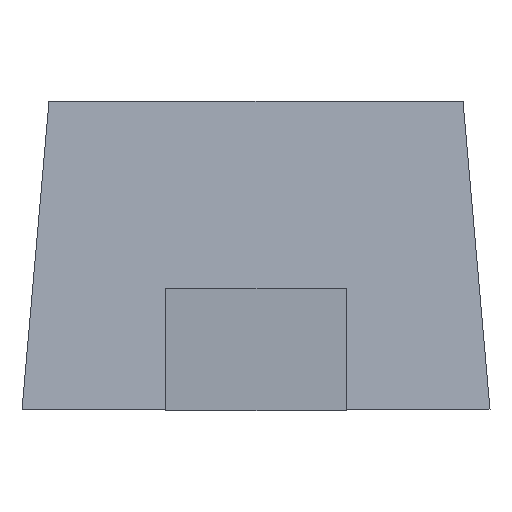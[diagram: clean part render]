
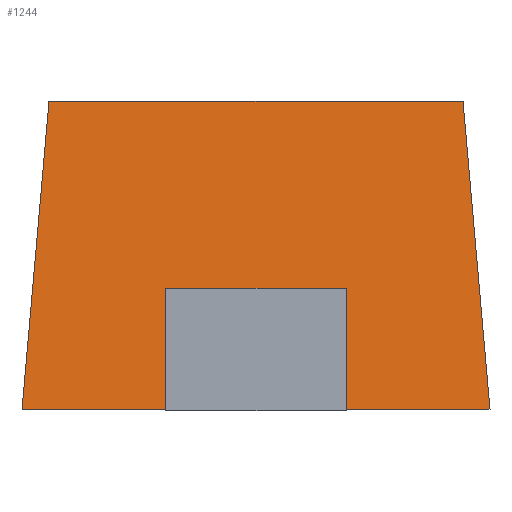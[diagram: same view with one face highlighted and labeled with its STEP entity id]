
A CAD part, left-side view. The second image highlights one B-rep face of the part: STEP entity #1244.
In plain terms, the highlighted planar face has unit normal (-0.996, 0, 0.087).
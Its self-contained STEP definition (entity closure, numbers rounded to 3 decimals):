
#1219 = VERTEX_POINT('',#1220);
#1220 = CARTESIAN_POINT('',(-0.387,0.292,
    0.435));
#1226 = EDGE_CURVE('',#1219,#1227,#1229,.T.);
#1227 = VERTEX_POINT('',#1228);
#1228 = CARTESIAN_POINT('',(-0.387,-0.282,
    0.435));
#1229 = LINE('',#1230,#1231);
#1230 = CARTESIAN_POINT('',(-0.387,0.315,
    0.435));
#1231 = VECTOR('',#1232,1.);
#1232 = DIRECTION('',(0.,-1.,0.));
#1244 = ADVANCED_FACE('',(#1245),#1302,.T.);
#1245 = FACE_BOUND('',#1246,.T.);
#1246 = EDGE_LOOP('',(#1247,#1257,#1263,#1264,#1272,#1280,#1288,#1296));
#1247 = ORIENTED_EDGE('',*,*,#1248,.F.);
#1248 = EDGE_CURVE('',#1249,#1251,#1253,.T.);
#1249 = VERTEX_POINT('',#1250);
#1250 = CARTESIAN_POINT('',(-0.425,-0.32,
    0.007));
#1251 = VERTEX_POINT('',#1252);
#1252 = CARTESIAN_POINT('',(-0.425,-0.12,
    0.007));
#1253 = LINE('',#1254,#1255);
#1254 = CARTESIAN_POINT('',(-0.425,-0.32,
    0.007));
#1255 = VECTOR('',#1256,1.);
#1256 = DIRECTION('',(0.,1.,0.));
#1257 = ORIENTED_EDGE('',*,*,#1258,.F.);
#1258 = EDGE_CURVE('',#1227,#1249,#1259,.T.);
#1259 = LINE('',#1260,#1261);
#1260 = CARTESIAN_POINT('',(-0.419,-0.314,
    0.078));
#1261 = VECTOR('',#1262,1.);
#1262 = DIRECTION('',(-0.087,-0.087,
    -0.992));
#1263 = ORIENTED_EDGE('',*,*,#1226,.F.);
#1264 = ORIENTED_EDGE('',*,*,#1265,.T.);
#1265 = EDGE_CURVE('',#1219,#1266,#1268,.T.);
#1266 = VERTEX_POINT('',#1267);
#1267 = CARTESIAN_POINT('',(-0.425,0.33,
    0.007));
#1268 = LINE('',#1269,#1270);
#1269 = CARTESIAN_POINT('',(-0.42,0.325,
    0.061));
#1270 = VECTOR('',#1271,1.);
#1271 = DIRECTION('',(-0.087,0.087,
    -0.992));
#1272 = ORIENTED_EDGE('',*,*,#1273,.F.);
#1273 = EDGE_CURVE('',#1274,#1266,#1276,.T.);
#1274 = VERTEX_POINT('',#1275);
#1275 = CARTESIAN_POINT('',(-0.425,0.13,
    0.007));
#1276 = LINE('',#1277,#1278);
#1277 = CARTESIAN_POINT('',(-0.425,-0.32,
    0.007));
#1278 = VECTOR('',#1279,1.);
#1279 = DIRECTION('',(0.,1.,0.));
#1280 = ORIENTED_EDGE('',*,*,#1281,.F.);
#1281 = EDGE_CURVE('',#1282,#1274,#1284,.T.);
#1282 = VERTEX_POINT('',#1283);
#1283 = CARTESIAN_POINT('',(-0.41,0.13,
    0.175));
#1284 = LINE('',#1285,#1286);
#1285 = CARTESIAN_POINT('',(-0.425,0.13,0.005));
#1286 = VECTOR('',#1287,1.);
#1287 = DIRECTION('',(-0.087,0.,
    -0.996));
#1288 = ORIENTED_EDGE('',*,*,#1289,.F.);
#1289 = EDGE_CURVE('',#1290,#1282,#1292,.T.);
#1290 = VERTEX_POINT('',#1291);
#1291 = CARTESIAN_POINT('',(-0.41,-0.12,
    0.175));
#1292 = LINE('',#1293,#1294);
#1293 = CARTESIAN_POINT('',(-0.41,-0.32,
    0.175));
#1294 = VECTOR('',#1295,1.);
#1295 = DIRECTION('',(0.,1.,0.));
#1296 = ORIENTED_EDGE('',*,*,#1297,.F.);
#1297 = EDGE_CURVE('',#1251,#1290,#1298,.T.);
#1298 = LINE('',#1299,#1300);
#1299 = CARTESIAN_POINT('',(-0.425,-0.12,0.005)
  );
#1300 = VECTOR('',#1301,1.);
#1301 = DIRECTION('',(0.087,0.,
    0.996));
#1302 = PLANE('',#1303);
#1303 = AXIS2_PLACEMENT_3D('',#1304,#1305,#1306);
#1304 = CARTESIAN_POINT('',(-0.425,-0.32,0.005)
  );
#1305 = DIRECTION('',(-0.996,0.,
    0.087));
#1306 = DIRECTION('',(-0.087,0.,
    -0.996));
